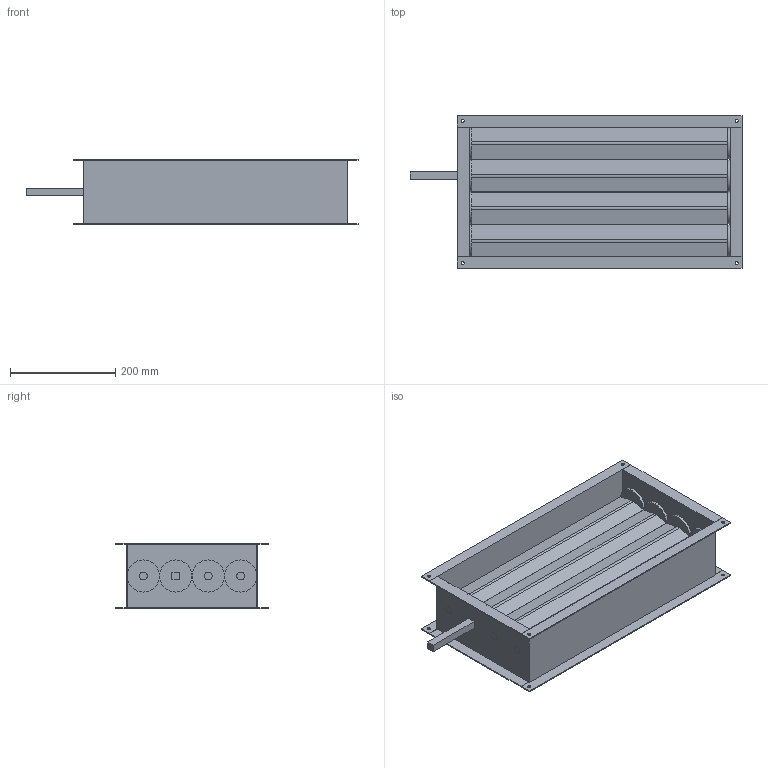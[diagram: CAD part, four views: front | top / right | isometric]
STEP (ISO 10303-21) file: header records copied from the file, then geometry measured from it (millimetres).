
FILE_DESCRIPTION (( 'STEP AP214' ), '1' );
FILE_NAME ('RKP 22.STEP', '2020-06-05T14:39:58', ( '' ), ( '' ), 'SwSTEP 2.0', 'SolidWorks 2017', '' );
FILE_SCHEMA (( 'AUTOMOTIVE_DESIGN' ));
Length unit declared in the file: millimetre
Products named in the file (1): RKP 22
Bounding box: 630 x 290 x 124 mm (x, y, z)
Volume: 1706760.2 mm3; surface area: 778151.6 mm2
Topology: 2 solids, 2 shells, 191 faces, 472 edges, 288 vertices
Faces by surface type: plane 139, cylinder 52
Entity records: 5661 total; most frequent: DIRECTION 992, CARTESIAN_POINT 952, ORIENTED_EDGE 944, EDGE_CURVE 472, VECTOR 336, LINE 336, AXIS2_PLACEMENT_3D 328, VERTEX_POINT 288
